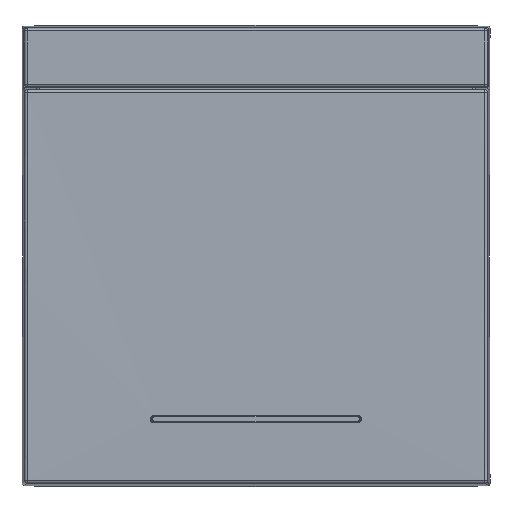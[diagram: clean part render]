
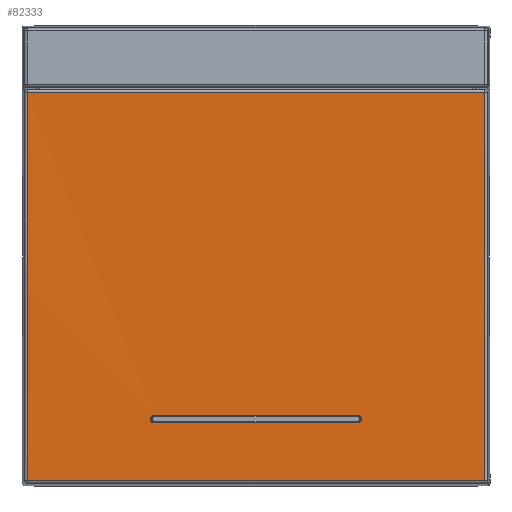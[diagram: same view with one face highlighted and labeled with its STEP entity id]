
A CAD part, top view. The second image highlights one B-rep face of the part: STEP entity #82333.
In plain terms, the highlighted cylindrical face has radius 1600 mm (diameter 3200 mm), a partial arc.
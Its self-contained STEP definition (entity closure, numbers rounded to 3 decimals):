
#67425=CARTESIAN_POINT('',(-12.1,7.81,19.851));
#67426=CARTESIAN_POINT('',(-12.12,7.81,
19.851));
#67427=CARTESIAN_POINT('',(-12.159,7.81,
19.849));
#67428=CARTESIAN_POINT('',(-12.217,7.81,
19.837));
#67429=CARTESIAN_POINT('',(-12.273,7.81,
19.818));
#67430=CARTESIAN_POINT('',(-12.326,7.811,
19.792));
#67431=CARTESIAN_POINT('',(-12.375,7.811,
19.759));
#67432=CARTESIAN_POINT('',(-12.42,7.811,
19.72));
#67433=CARTESIAN_POINT('',(-12.459,7.812,
19.675));
#67434=CARTESIAN_POINT('',(-12.492,7.813,
19.626));
#67435=CARTESIAN_POINT('',(-12.518,7.813,
19.574));
#67436=CARTESIAN_POINT('',(-12.537,7.814,
19.517));
#67437=CARTESIAN_POINT('',(-12.549,7.815,
19.458));
#67438=CARTESIAN_POINT('',(-12.553,7.815,
19.4));
#67439=CARTESIAN_POINT('',(-12.549,7.816,
19.341));
#67440=CARTESIAN_POINT('',(-12.537,7.817,
19.283));
#67441=CARTESIAN_POINT('',(-12.518,7.817,
19.226));
#67442=CARTESIAN_POINT('',(-12.492,7.818,
19.173));
#67443=CARTESIAN_POINT('',(-12.459,7.819,
19.124));
#67444=CARTESIAN_POINT('',(-12.42,7.819,
19.079));
#67445=CARTESIAN_POINT('',(-12.375,7.82,
19.04));
#67446=CARTESIAN_POINT('',(-12.326,7.82,
19.007));
#67447=CARTESIAN_POINT('',(-12.273,7.82,
18.981));
#67448=CARTESIAN_POINT('',(-12.217,7.821,
18.962));
#67449=CARTESIAN_POINT('',(-12.159,7.821,
18.951));
#67450=CARTESIAN_POINT('',(-12.12,7.821,
18.948));
#67451=CARTESIAN_POINT('',(-12.1,7.821,18.948));
#67453=DIRECTION('',(1.,0.,0.));
#67454=VECTOR('',#67453,24.2);
#67455=CARTESIAN_POINT('',(-12.1,7.81,19.851));
#67456=LINE('35414',#67455,#67454);
#67457=CARTESIAN_POINT('',(12.1,7.821,18.948));
#67458=CARTESIAN_POINT('',(12.12,7.821,18.948));
#67459=CARTESIAN_POINT('',(12.159,7.821,18.951));
#67460=CARTESIAN_POINT('',(12.217,7.821,18.962));
#67461=CARTESIAN_POINT('',(12.273,7.82,18.981));
#67462=CARTESIAN_POINT('',(12.326,7.82,19.007));
#67463=CARTESIAN_POINT('',(12.375,7.82,19.04));
#67464=CARTESIAN_POINT('',(12.42,7.819,19.079));
#67465=CARTESIAN_POINT('',(12.459,7.819,19.124));
#67466=CARTESIAN_POINT('',(12.492,7.818,19.173));
#67467=CARTESIAN_POINT('',(12.518,7.817,19.226));
#67468=CARTESIAN_POINT('',(12.537,7.817,19.282));
#67469=CARTESIAN_POINT('',(12.549,7.816,19.341));
#67470=CARTESIAN_POINT('',(12.553,7.815,19.4));
#67471=CARTESIAN_POINT('',(12.549,7.815,19.458));
#67472=CARTESIAN_POINT('',(12.537,7.814,19.517));
#67473=CARTESIAN_POINT('',(12.518,7.813,19.573));
#67474=CARTESIAN_POINT('',(12.492,7.813,19.626));
#67475=CARTESIAN_POINT('',(12.459,7.812,19.675));
#67476=CARTESIAN_POINT('',(12.42,7.811,19.72));
#67477=CARTESIAN_POINT('',(12.375,7.811,19.759));
#67478=CARTESIAN_POINT('',(12.326,7.811,19.792));
#67479=CARTESIAN_POINT('',(12.273,7.81,19.818));
#67480=CARTESIAN_POINT('',(12.217,7.81,19.837));
#67481=CARTESIAN_POINT('',(12.159,7.81,19.849));
#67482=CARTESIAN_POINT('',(12.12,7.81,19.851));
#67483=CARTESIAN_POINT('',(12.1,7.81,19.851));
#67485=DIRECTION('',(1.,0.,0.));
#67486=VECTOR('',#67485,24.2);
#67487=CARTESIAN_POINT('',(-12.1,7.821,18.948));
#67488=LINE('35413',#67487,#67486);
#67489=DIRECTION('',(1.,0.,0.));
#67490=VECTOR('',#67489,54.396);
#67491=CARTESIAN_POINT('',(-27.198,7.815,
-19.43));
#67492=LINE('31359',#67491,#67490);
#67493=CARTESIAN_POINT('',(27.198,7.815,
-19.43));
#67494=CARTESIAN_POINT('',(27.196,7.851,
-16.422));
#67495=CARTESIAN_POINT('',(27.194,7.908,
-10.388));
#67496=CARTESIAN_POINT('',(27.192,7.941,
-1.403));
#67497=CARTESIAN_POINT('',(27.193,7.923,7.865));
#67498=CARTESIAN_POINT('',(27.196,7.849,17.272));
#67499=CARTESIAN_POINT('',(27.2,7.763,23.556));
#67500=CARTESIAN_POINT('',(27.202,7.71,26.707));
#67502=DIRECTION('',(-1.,0.,0.));
#67503=VECTOR('',#67502,54.405);
#67504=CARTESIAN_POINT('',(27.202,7.71,26.707));
#67505=LINE('31288',#67504,#67503);
#67506=CARTESIAN_POINT('',(-27.202,7.71,
26.707));
#67507=CARTESIAN_POINT('',(-27.2,7.762,
23.596));
#67508=CARTESIAN_POINT('',(-27.197,7.847,
17.422));
#67509=CARTESIAN_POINT('',(-27.193,7.919,
8.494));
#67510=CARTESIAN_POINT('',(-27.192,7.942,
-0.64));
#67511=CARTESIAN_POINT('',(-27.194,7.911,
-9.982));
#67512=CARTESIAN_POINT('',(-27.196,7.853,
-16.267));
#67513=CARTESIAN_POINT('',(-27.198,7.815,
-19.43));
#77776=CARTESIAN_POINT('',(27.202,7.71,26.707));
#77777=CARTESIAN_POINT('',(-27.202,7.71,
26.707));
#77778=VERTEX_POINT('',#77776);
#77779=VERTEX_POINT('',#77777);
#77780=CARTESIAN_POINT('',(27.198,7.815,
-19.43));
#77781=VERTEX_POINT('',#77780);
#77782=CARTESIAN_POINT('',(-27.198,7.815,
-19.43));
#77783=VERTEX_POINT('',#77782);
#78972=VERTEX_POINT('',#67425);
#78973=VERTEX_POINT('',#67451);
#78974=VERTEX_POINT('',#67457);
#78975=VERTEX_POINT('',#67483);
#82312=CARTESIAN_POINT('',(-27.8,-1592.067,0.));
#82313=DIRECTION('',(1.,0.,0.));
#82314=DIRECTION('',(0.,0.,-1.));
#82315=AXIS2_PLACEMENT_3D('',#82312,#82313,#82314);
#82316=CYLINDRICAL_SURFACE('31268',#82315,1600.);
#82317=ORIENTED_EDGE('31359',*,*,#80271,.T.);
#82318=ORIENTED_EDGE('31364',*,*,#80328,.T.);
#82320=ORIENTED_EDGE('31288',*,*,#82319,.T.);
#82321=ORIENTED_EDGE('31362',*,*,#80244,.T.);
#82322=EDGE_LOOP('31268',(#82317,#82318,#82320,#82321));
#82323=FACE_OUTER_BOUND('31268',#82322,.F.);
#82324=ORIENTED_EDGE('35411',*,*,#82302,.F.);
#82326=ORIENTED_EDGE('35414',*,*,#82325,.T.);
#82328=ORIENTED_EDGE('35412',*,*,#82327,.F.);
#82330=ORIENTED_EDGE('35413',*,*,#82329,.F.);
#82331=EDGE_LOOP('31268',(#82324,#82326,#82328,#82330));
#82332=FACE_BOUND('31268',#82331,.F.);
#82333=ADVANCED_FACE('31268',(#82323,#82332),#82316,.T.);
#67452=B_SPLINE_CURVE_WITH_KNOTS('35411',3,(#67425,#67426,#67427,#67428,#67429,
#67430,#67431,#67432,#67433,#67434,#67435,#67436,#67437,#67438,#67439,#67440,
#67441,#67442,#67443,#67444,#67445,#67446,#67447,#67448,#67449,#67450,#67451),
.UNSPECIFIED.,.F.,.F.,(4,1,1,1,1,1,1,1,1,1,1,1,1,1,1,1,1,1,1,1,1,1,1,1,4),(0.,
0.042,0.083,0.125,0.167,0.208,
0.25,0.292,0.333,0.375,0.417,
0.458,0.5,0.542,0.583,0.625,
0.667,0.708,0.75,0.792,0.833,
0.875,0.917,0.958,1.),.UNSPECIFIED.);
#67484=B_SPLINE_CURVE_WITH_KNOTS('35412',3,(#67457,#67458,#67459,#67460,#67461,
#67462,#67463,#67464,#67465,#67466,#67467,#67468,#67469,#67470,#67471,#67472,
#67473,#67474,#67475,#67476,#67477,#67478,#67479,#67480,#67481,#67482,#67483),
.UNSPECIFIED.,.F.,.F.,(4,1,1,1,1,1,1,1,1,1,1,1,1,1,1,1,1,1,1,1,1,1,1,1,4),(0.,
0.042,0.083,0.125,0.167,0.208,
0.25,0.292,0.333,0.375,0.417,
0.458,0.5,0.542,0.583,0.625,
0.667,0.708,0.75,0.792,0.833,
0.875,0.917,0.958,1.),.UNSPECIFIED.);
#67501=B_SPLINE_CURVE_WITH_KNOTS('31364',3,(#67493,#67494,#67495,#67496,#67497,
#67498,#67499,#67500),.UNSPECIFIED.,.F.,.F.,(4,1,1,1,1,4),(0.,0.2,0.4,
0.6,0.8,1.),.UNSPECIFIED.);
#67514=B_SPLINE_CURVE_WITH_KNOTS('31362',3,(#67506,#67507,#67508,#67509,#67510,
#67511,#67512,#67513),.UNSPECIFIED.,.F.,.F.,(4,1,1,1,1,4),(0.,0.2,0.4,
0.6,0.8,1.),.UNSPECIFIED.);
#80244=EDGE_CURVE('31362',#77779,#77783,#67514,.T.);
#80271=EDGE_CURVE('31359',#77783,#77781,#67492,.T.);
#80328=EDGE_CURVE('31364',#77781,#77778,#67501,.T.);
#82302=EDGE_CURVE('35411',#78972,#78973,#67452,.T.);
#82319=EDGE_CURVE('31288',#77778,#77779,#67505,.T.);
#82325=EDGE_CURVE('35414',#78972,#78975,#67456,.T.);
#82327=EDGE_CURVE('35412',#78974,#78975,#67484,.T.);
#82329=EDGE_CURVE('35413',#78973,#78974,#67488,.T.);
